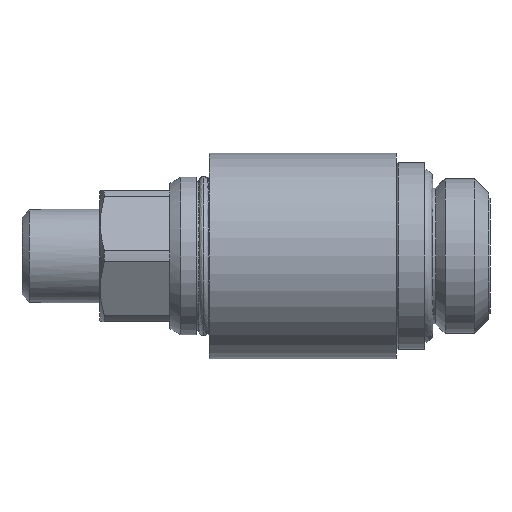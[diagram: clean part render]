
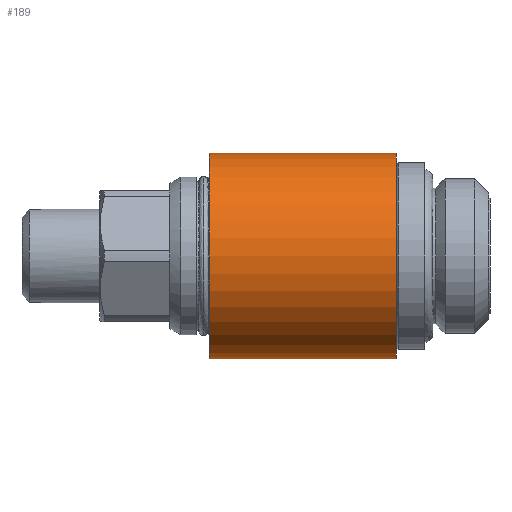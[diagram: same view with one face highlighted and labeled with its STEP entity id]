
A CAD part, left-side view. The second image highlights one B-rep face of the part: STEP entity #189.
In plain terms, the highlighted cylindrical face has radius 11 mm (diameter 22 mm), a full revolution.
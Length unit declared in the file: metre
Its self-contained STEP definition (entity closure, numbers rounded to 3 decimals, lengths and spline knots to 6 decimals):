
#189 = ADVANCED_FACE( 'NONE', ( #438, #439, #440 ), #441, .T. );
#438 = FACE_OUTER_BOUND( '', #966, .T. );
#439 = FACE_OUTER_BOUND( '', #967, .T. );
#440 = FACE_BOUND( '', #968, .T. );
#441 = CYLINDRICAL_SURFACE( '', #969, 0.011 );
#966 = EDGE_LOOP( '', ( #1590 ) );
#967 = EDGE_LOOP( '', ( #1591 ) );
#968 = EDGE_LOOP( '', ( #1592, #1593 ) );
#969 = AXIS2_PLACEMENT_3D( '', #1594, #1595, #1596 );
#1590 = ORIENTED_EDGE( '', *, *, #2267, .T. );
#1591 = ORIENTED_EDGE( '', *, *, #2268, .T. );
#1592 = ORIENTED_EDGE( '', *, *, #2269, .T. );
#1593 = ORIENTED_EDGE( '', *, *, #2262, .T. );
#1594 = CARTESIAN_POINT( '', ( 0., 0.036386, 0. ) );
#1595 = DIRECTION( '', ( 0., 1., 0. ) );
#1596 = DIRECTION( '', ( 0., 0., 1. ) );
#2262 = EDGE_CURVE( 'NONE', #2563, #2569, #2571, .T. );
#2267 = EDGE_CURVE( 'NONE', #2578, #2578, #2579, .T. );
#2268 = EDGE_CURVE( 'NONE', #2580, #2580, #2581, .T. );
#2269 = EDGE_CURVE( 'NONE', #2569, #2563, #2582, .T. );
#2563 = VERTEX_POINT( 'NONE', #3004 );
#2569 = VERTEX_POINT( 'NONE', #3047 );
#2571 = B_SPLINE_CURVE_WITH_KNOTS( '', 3, ( #3049, #3050, #3051, #3052, #3053, #3054, #3055, #3056, #3057, #3058, #3059, #3060, #3061, #3062, #3063, #3064, #3065, #3066, #3067, #3068, #3069, #3070, #3071 ), .UNSPECIFIED., .F., .F., ( 4, 1, 1, 1, 1, 1, 1, 1, 1, 1, 1, 1, 1, 1, 1, 1, 1, 1, 1, 1, 4 ), ( 0., 0.015629, 0.031259, 0.062504, 0.124933, 0.187377, 0.249898, 0.31242, 0.37494, 0.437461, 0.49998, 0.562501, 0.625023, 0.687544, 0.750065, 0.812587, 0.875041, 0.937484, 0.96874, 0.984367, 1. ), .UNSPECIFIED. );
#2578 = VERTEX_POINT( '', #3079 );
#2579 = CIRCLE( '', #3080, 0.011 );
#2580 = VERTEX_POINT( '', #3081 );
#2581 = CIRCLE( '', #3082, 0.011 );
#2582 = B_SPLINE_CURVE_WITH_KNOTS( '', 3, ( #3083, #3084, #3085, #3086, #3087, #3088, #3089, #3090, #3091, #3092, #3093, #3094, #3095, #3096, #3097, #3098, #3099, #3100, #3101, #3102, #3103, #3104, #3105 ), .UNSPECIFIED., .F., .F., ( 4, 1, 1, 1, 1, 1, 1, 1, 1, 1, 1, 1, 1, 1, 1, 1, 1, 1, 1, 1, 4 ), ( 0., 0.015629, 0.031259, 0.062504, 0.124933, 0.187378, 0.249898, 0.31242, 0.37494, 0.437461, 0.49998, 0.562501, 0.625022, 0.687543, 0.750064, 0.812586, 0.87504, 0.937484, 0.96874, 0.984367, 1. ), .UNSPECIFIED. );
#3004 = CARTESIAN_POINT( '', ( 0.009093, 0.023407, -0.00619 ) );
#3047 = CARTESIAN_POINT( '', ( 0.009092, 0.022209, 0.006192 ) );
#3049 = CARTESIAN_POINT( '', ( 0.009093, 0.023407, -0.00619 ) );
#3050 = CARTESIAN_POINT( '', ( 0.009087, 0.023301, -0.006198 ) );
#3051 = CARTESIAN_POINT( '', ( 0.009076, 0.023089, -0.006215 ) );
#3052 = CARTESIAN_POINT( '', ( 0.009072, 0.022663, -0.006221 ) );
#3053 = CARTESIAN_POINT( '', ( 0.009097, 0.02192, -0.006184 ) );
#3054 = CARTESIAN_POINT( '', ( 0.009236, 0.020877, -0.00598 ) );
#3055 = CARTESIAN_POINT( '', ( 0.009524, 0.019716, -0.005516 ) );
#3056 = CARTESIAN_POINT( '', ( 0.009882, 0.018676, -0.004855 ) );
#3057 = CARTESIAN_POINT( '', ( 0.010258, 0.017783, -0.004014 ) );
#3058 = CARTESIAN_POINT( '', ( 0.010601, 0.017063, -0.003007 ) );
#3059 = CARTESIAN_POINT( '', ( 0.010865, 0.01655, -0.001858 ) );
#3060 = CARTESIAN_POINT( '', ( 0.011008, 0.016285, -0.000605 ) );
#3061 = CARTESIAN_POINT( '', ( 0.011004, 0.016293, 0.000684 ) );
#3062 = CARTESIAN_POINT( '', ( 0.010852, 0.016575, 0.001932 ) );
#3063 = CARTESIAN_POINT( '', ( 0.010582, 0.017101, 0.003074 ) );
#3064 = CARTESIAN_POINT( '', ( 0.010235, 0.017833, 0.00407 ) );
#3065 = CARTESIAN_POINT( '', ( 0.00986, 0.018736, 0.004901 ) );
#3066 = CARTESIAN_POINT( '', ( 0.009504, 0.019783, 0.00555 ) );
#3067 = CARTESIAN_POINT( '', ( 0.009269, 0.020757, 0.005926 ) );
#3068 = CARTESIAN_POINT( '', ( 0.009158, 0.021475, 0.006094 ) );
#3069 = CARTESIAN_POINT( '', ( 0.009114, 0.021893, 0.006159 ) );
#3070 = CARTESIAN_POINT( '', ( 0.009099, 0.022104, 0.006181 ) );
#3071 = CARTESIAN_POINT( '', ( 0.009092, 0.022209, 0.006192 ) );
#3079 = CARTESIAN_POINT( '', ( 0., 0.0103, 0.011 ) );
#3080 = AXIS2_PLACEMENT_3D( '', #3857, #3858, #3859 );
#3081 = CARTESIAN_POINT( '', ( 0., 0.0303, 0.011 ) );
#3082 = AXIS2_PLACEMENT_3D( '', #3860, #3861, #3862 );
#3083 = CARTESIAN_POINT( '', ( 0.009092, 0.022209, 0.006192 ) );
#3084 = CARTESIAN_POINT( '', ( 0.009087, 0.022315, 0.0062 ) );
#3085 = CARTESIAN_POINT( '', ( 0.009076, 0.022527, 0.006215 ) );
#3086 = CARTESIAN_POINT( '', ( 0.009072, 0.022952, 0.006221 ) );
#3087 = CARTESIAN_POINT( '', ( 0.009099, 0.023694, 0.006182 ) );
#3088 = CARTESIAN_POINT( '', ( 0.009238, 0.024735, 0.005976 ) );
#3089 = CARTESIAN_POINT( '', ( 0.009527, 0.025893, 0.005512 ) );
#3090 = CARTESIAN_POINT( '', ( 0.009885, 0.02693, 0.00485 ) );
#3091 = CARTESIAN_POINT( '', ( 0.010259, 0.027821, 0.004009 ) );
#3092 = CARTESIAN_POINT( '', ( 0.010602, 0.028539, 0.003004 ) );
#3093 = CARTESIAN_POINT( '', ( 0.010865, 0.02905, 0.001856 ) );
#3094 = CARTESIAN_POINT( '', ( 0.011008, 0.029315, 0.000605 ) );
#3095 = CARTESIAN_POINT( '', ( 0.011004, 0.029307, -0.000682 ) );
#3096 = CARTESIAN_POINT( '', ( 0.010853, 0.029026, -0.001928 ) );
#3097 = CARTESIAN_POINT( '', ( 0.010583, 0.028502, -0.003068 ) );
#3098 = CARTESIAN_POINT( '', ( 0.010237, 0.027772, -0.004065 ) );
#3099 = CARTESIAN_POINT( '', ( 0.009863, 0.026872, -0.004895 ) );
#3100 = CARTESIAN_POINT( '', ( 0.009507, 0.025828, -0.005545 ) );
#3101 = CARTESIAN_POINT( '', ( 0.009272, 0.024856, -0.005921 ) );
#3102 = CARTESIAN_POINT( '', ( 0.00916, 0.02414, -0.006091 ) );
#3103 = CARTESIAN_POINT( '', ( 0.009116, 0.023723, -0.006157 ) );
#3104 = CARTESIAN_POINT( '', ( 0.009101, 0.023512, -0.006179 ) );
#3105 = CARTESIAN_POINT( '', ( 0.009093, 0.023407, -0.00619 ) );
#3857 = CARTESIAN_POINT( '', ( 0., 0.0103, 0. ) );
#3858 = DIRECTION( '', ( 0., 1., 0. ) );
#3859 = DIRECTION( '', ( 0., 0., 1. ) );
#3860 = CARTESIAN_POINT( '', ( 0., 0.0303, 0. ) );
#3861 = DIRECTION( '', ( 0., -1., 0. ) );
#3862 = DIRECTION( '', ( 0., 0., 1. ) );
